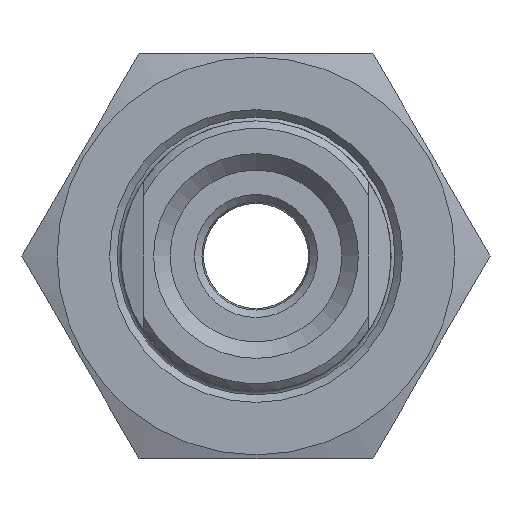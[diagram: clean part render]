
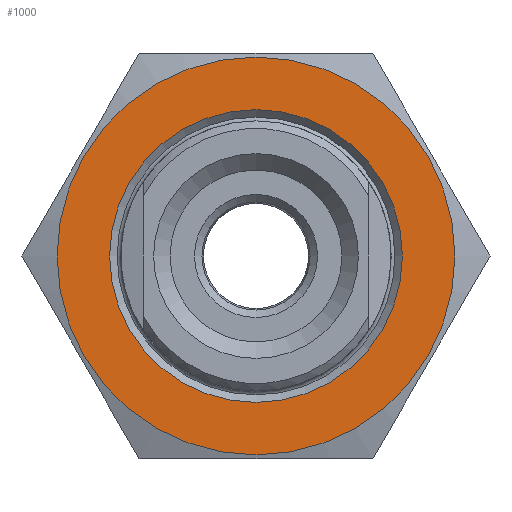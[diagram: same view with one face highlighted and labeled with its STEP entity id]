
A CAD part, left-side view. The second image highlights one B-rep face of the part: STEP entity #1000.
In plain terms, the highlighted planar face has unit normal (-1, 0, 0).
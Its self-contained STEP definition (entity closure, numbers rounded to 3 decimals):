
#73=FACE_BOUND('',#196,.T.);
#88=PLANE('',#1146);
#130=FACE_OUTER_BOUND('',#195,.T.);
#195=EDGE_LOOP('',(#724));
#196=EDGE_LOOP('',(#725));
#357=CIRCLE('',#1136,13.25);
#358=CIRCLE('',#1141,9.75);
#443=VERTEX_POINT('',#1691);
#444=VERTEX_POINT('',#1702);
#544=EDGE_CURVE('',#443,#443,#357,.T.);
#549=EDGE_CURVE('',#444,#444,#358,.T.);
#724=ORIENTED_EDGE('',*,*,#544,.T.);
#725=ORIENTED_EDGE('',*,*,#549,.F.);
#1000=ADVANCED_FACE('',(#130,#73),#88,.T.);
#1136=AXIS2_PLACEMENT_3D('',#1693,#1303,#1304);
#1141=AXIS2_PLACEMENT_3D('',#1703,#1317,#1318);
#1146=AXIS2_PLACEMENT_3D('',#1713,#1329,#1330);
#1303=DIRECTION('center_axis',(-1.,0.,0.));
#1304=DIRECTION('ref_axis',(0.,1.,0.));
#1317=DIRECTION('center_axis',(-1.,0.,0.));
#1318=DIRECTION('ref_axis',(0.,0.,-1.));
#1329=DIRECTION('center_axis',(-1.,0.,0.));
#1330=DIRECTION('ref_axis',(0.,0.,1.));
#1691=CARTESIAN_POINT('',(-14.5,-13.25,0.));
#1693=CARTESIAN_POINT('Origin',(-14.5,0.,0.));
#1702=CARTESIAN_POINT('',(-14.5,0.,9.75));
#1703=CARTESIAN_POINT('Origin',(-14.5,0.,0.));
#1713=CARTESIAN_POINT('Origin',(-14.5,0.,0.));
